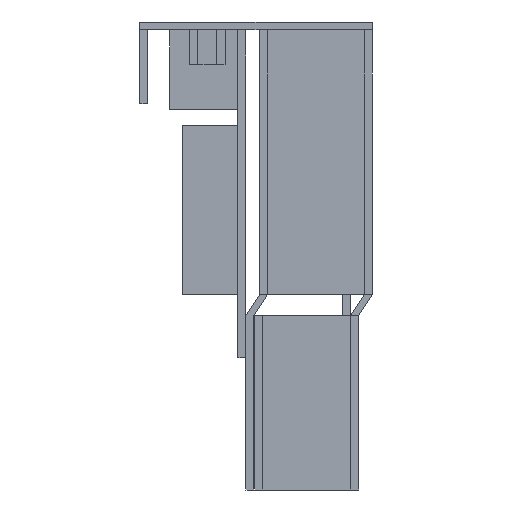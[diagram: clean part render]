
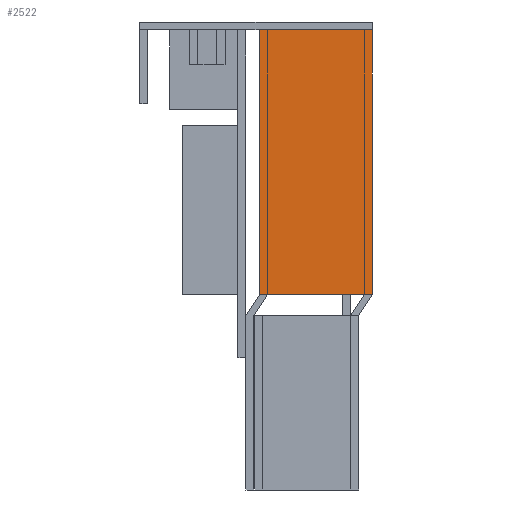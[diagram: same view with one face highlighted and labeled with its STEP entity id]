
A CAD part, left-side view. The second image highlights one B-rep face of the part: STEP entity #2522.
In plain terms, the highlighted planar face has unit normal (-1, 0, 0).
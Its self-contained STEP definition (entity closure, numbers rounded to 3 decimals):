
#2106 = EDGE_CURVE ( 'NONE', #31064, #89798, #78174, .T. ) ;
#2522 = ADVANCED_FACE ( 'NONE', ( #90619 ), #81928, .T. ) ;
#8287 = CARTESIAN_POINT ( 'NONE',  ( -219.7, -0.7, -50. ) ) ;
#11787 = CARTESIAN_POINT ( 'NONE',  ( -219.7, -0.7, -50. ) ) ;
#12920 = LINE ( 'NONE', #83626, #47432 ) ;
#19137 = ORIENTED_EDGE ( 'NONE', *, *, #73548, .F. ) ;
#21576 = ORIENTED_EDGE ( 'NONE', *, *, #89821, .T. ) ;
#23260 = ORIENTED_EDGE ( 'NONE', *, *, #2106, .T. ) ;
#23789 = VECTOR ( 'NONE', #62271, 1000. ) ;
#31064 = VERTEX_POINT ( 'NONE', #46079 ) ;
#32153 = CARTESIAN_POINT ( 'NONE',  ( -219.7, -22., -50. ) ) ;
#36670 = VECTOR ( 'NONE', #91285, 1000. ) ;
#44524 = ORIENTED_EDGE ( 'NONE', *, *, #56444, .F. ) ;
#45260 = DIRECTION ( 'NONE',  ( 0., 0., 1. ) ) ;
#46079 = CARTESIAN_POINT ( 'NONE',  ( -219.7, -0.7, -50. ) ) ;
#47432 = VECTOR ( 'NONE', #69167, 1000. ) ;
#53832 = EDGE_LOOP ( 'NONE', ( #19137, #44524, #23260, #21576 ) ) ;
#53936 = CARTESIAN_POINT ( 'NONE',  ( -219.7, -22., 0. ) ) ;
#56444 = EDGE_CURVE ( 'NONE', #31064, #77873, #63528, .T. ) ;
#62271 = DIRECTION ( 'NONE',  ( 0., -1., 0. ) ) ;
#62901 = LINE ( 'NONE', #69023, #23789 ) ;
#63262 = DIRECTION ( 'NONE',  ( 0., 0., 1. ) ) ;
#63528 = LINE ( 'NONE', #11787, #83063 ) ;
#69023 = CARTESIAN_POINT ( 'NONE',  ( -219.7, -0.7, 0. ) ) ;
#69167 = DIRECTION ( 'NONE',  ( 0., 0., 1. ) ) ;
#73548 = EDGE_CURVE ( 'NONE', #77873, #80738, #62901, .T. ) ;
#77873 = VERTEX_POINT ( 'NONE', #93007 ) ;
#78174 = LINE ( 'NONE', #83943, #36670 ) ;
#80738 = VERTEX_POINT ( 'NONE', #53936 ) ;
#81928 = PLANE ( 'NONE',  #88656 ) ;
#83063 = VECTOR ( 'NONE', #63262, 1000. ) ;
#83626 = CARTESIAN_POINT ( 'NONE',  ( -219.7, -22., -50. ) ) ;
#83943 = CARTESIAN_POINT ( 'NONE',  ( -219.7, -0.7, -50. ) ) ;
#88656 = AXIS2_PLACEMENT_3D ( 'NONE', #8287, #89262, #45260 ) ;
#89262 = DIRECTION ( 'NONE',  ( -1., 0., 0. ) ) ;
#89798 = VERTEX_POINT ( 'NONE', #32153 ) ;
#89821 = EDGE_CURVE ( 'NONE', #89798, #80738, #12920, .T. ) ;
#90619 = FACE_OUTER_BOUND ( 'NONE', #53832, .T. ) ;
#91285 = DIRECTION ( 'NONE',  ( 0., -1., 0. ) ) ;
#93007 = CARTESIAN_POINT ( 'NONE',  ( -219.7, -0.7, 0. ) ) ;
